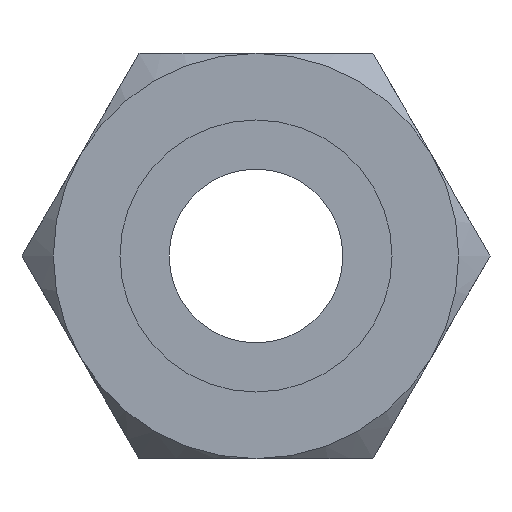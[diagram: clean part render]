
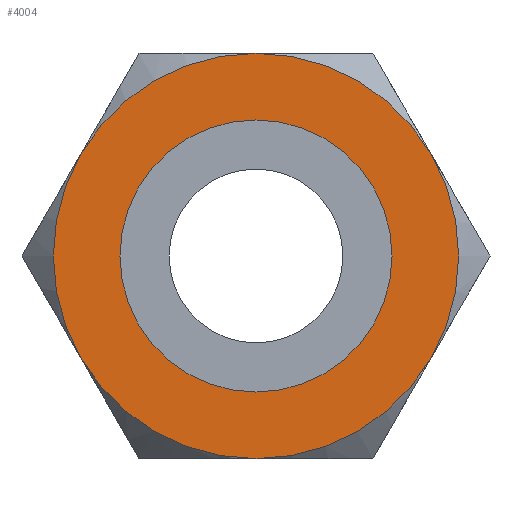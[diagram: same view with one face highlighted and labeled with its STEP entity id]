
A CAD part, left-side view. The second image highlights one B-rep face of the part: STEP entity #4004.
In plain terms, the highlighted planar face has unit normal (-1, 0, 0).
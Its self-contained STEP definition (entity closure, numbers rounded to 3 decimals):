
#60 = CIRCLE ( 'NONE', #3927, 7. ) ;
#151 = PLANE ( 'NONE',  #4592 ) ;
#154 = CIRCLE ( 'NONE', #3350, 7. ) ;
#179 = CARTESIAN_POINT ( 'NONE',  ( 13., -6.062, 3.5 ) ) ;
#210 = CARTESIAN_POINT ( 'NONE',  ( 13., 0., 0. ) ) ;
#319 = ORIENTED_EDGE ( 'NONE', *, *, #4333, .F. ) ;
#358 = CIRCLE ( 'NONE', #4317, 4.7 ) ;
#380 = VERTEX_POINT ( 'NONE', #2715 ) ;
#406 = VERTEX_POINT ( 'NONE', #976 ) ;
#578 = ORIENTED_EDGE ( 'NONE', *, *, #3636, .F. ) ;
#609 = ORIENTED_EDGE ( 'NONE', *, *, #3565, .F. ) ;
#672 = ORIENTED_EDGE ( 'NONE', *, *, #5431, .F. ) ;
#692 = CARTESIAN_POINT ( 'NONE',  ( 13., 0., 0. ) ) ;
#727 = DIRECTION ( 'NONE',  ( 1., 0., 0. ) ) ;
#955 = DIRECTION ( 'NONE',  ( 0., 0., 1. ) ) ;
#958 = EDGE_LOOP ( 'NONE', ( #3042, #319, #989, #1164, #2465, #578 ) ) ;
#976 = CARTESIAN_POINT ( 'NONE',  ( 13., -6.062, -3.5 ) ) ;
#989 = ORIENTED_EDGE ( 'NONE', *, *, #2647, .F. ) ;
#1001 = CARTESIAN_POINT ( 'NONE',  ( 13., 0., 0. ) ) ;
#1003 = AXIS2_PLACEMENT_3D ( 'NONE', #692, #2517, #4804 ) ;
#1053 = DIRECTION ( 'NONE',  ( 0., 0., -1. ) ) ;
#1164 = ORIENTED_EDGE ( 'NONE', *, *, #2474, .F. ) ;
#1470 = EDGE_LOOP ( 'NONE', ( #672, #609 ) ) ;
#1485 = AXIS2_PLACEMENT_3D ( 'NONE', #5226, #2159, #4473 ) ;
#1536 = DIRECTION ( 'NONE',  ( 0., 0., 1. ) ) ;
#1582 = AXIS2_PLACEMENT_3D ( 'NONE', #3881, #727, #5720 ) ;
#1619 = DIRECTION ( 'NONE',  ( 1., 0., 0. ) ) ;
#1740 = DIRECTION ( 'NONE',  ( 0., 0., -1. ) ) ;
#1972 = VERTEX_POINT ( 'NONE', #5414 ) ;
#2125 = CARTESIAN_POINT ( 'NONE',  ( 13., 0., 7. ) ) ;
#2144 = CIRCLE ( 'NONE', #5566, 7. ) ;
#2155 = VERTEX_POINT ( 'NONE', #5747 ) ;
#2159 = DIRECTION ( 'NONE',  ( 1., 0., 0. ) ) ;
#2256 = CARTESIAN_POINT ( 'NONE',  ( 13., 0., 0. ) ) ;
#2348 = VERTEX_POINT ( 'NONE', #2125 ) ;
#2465 = ORIENTED_EDGE ( 'NONE', *, *, #3271, .T. ) ;
#2474 = EDGE_CURVE ( 'NONE', #2348, #5361, #4586, .T. ) ;
#2517 = DIRECTION ( 'NONE',  ( -1., 0., 0. ) ) ;
#2647 = EDGE_CURVE ( 'NONE', #5361, #406, #154, .T. ) ;
#2715 = CARTESIAN_POINT ( 'NONE',  ( 13., 6.062, 3.5 ) ) ;
#2886 = AXIS2_PLACEMENT_3D ( 'NONE', #5763, #3475, #1740 ) ;
#2986 = DIRECTION ( 'NONE',  ( 0., 0., -1. ) ) ;
#3042 = ORIENTED_EDGE ( 'NONE', *, *, #4589, .F. ) ;
#3149 = CIRCLE ( 'NONE', #1003, 4.7 ) ;
#3259 = FACE_BOUND ( 'NONE', #1470, .T. ) ;
#3271 = EDGE_CURVE ( 'NONE', #2348, #380, #60, .T. ) ;
#3289 = FACE_OUTER_BOUND ( 'NONE', #958, .T. ) ;
#3350 = AXIS2_PLACEMENT_3D ( 'NONE', #2256, #3581, #5418 ) ;
#3475 = DIRECTION ( 'NONE',  ( 1., 0., 0. ) ) ;
#3565 = EDGE_CURVE ( 'NONE', #2155, #1972, #3149, .T. ) ;
#3581 = DIRECTION ( 'NONE',  ( 1., 0., 0. ) ) ;
#3636 = EDGE_CURVE ( 'NONE', #5400, #380, #2144, .T. ) ;
#3854 = CARTESIAN_POINT ( 'NONE',  ( 13., 0., 0. ) ) ;
#3881 = CARTESIAN_POINT ( 'NONE',  ( 13., 0., 0. ) ) ;
#3927 = AXIS2_PLACEMENT_3D ( 'NONE', #5022, #4480, #955 ) ;
#4004 = ADVANCED_FACE ( 'NONE', ( #3259, #3289 ), #151, .F. ) ;
#4247 = DIRECTION ( 'NONE',  ( -1., 0., 0. ) ) ;
#4317 = AXIS2_PLACEMENT_3D ( 'NONE', #210, #4247, #1536 ) ;
#4333 = EDGE_CURVE ( 'NONE', #406, #4813, #5275, .T. ) ;
#4473 = DIRECTION ( 'NONE',  ( 0., 0., -1. ) ) ;
#4480 = DIRECTION ( 'NONE',  ( -1., 0., 0. ) ) ;
#4549 = DIRECTION ( 'NONE',  ( 1., 0., 0. ) ) ;
#4586 = CIRCLE ( 'NONE', #1485, 7. ) ;
#4589 = EDGE_CURVE ( 'NONE', #4813, #5400, #5570, .T. ) ;
#4592 = AXIS2_PLACEMENT_3D ( 'NONE', #1001, #4549, #1053 ) ;
#4804 = DIRECTION ( 'NONE',  ( 0., 0., 1. ) ) ;
#4813 = VERTEX_POINT ( 'NONE', #5193 ) ;
#5022 = CARTESIAN_POINT ( 'NONE',  ( 13., 0., 0. ) ) ;
#5193 = CARTESIAN_POINT ( 'NONE',  ( 13., 0., -7. ) ) ;
#5226 = CARTESIAN_POINT ( 'NONE',  ( 13., 0., 0. ) ) ;
#5275 = CIRCLE ( 'NONE', #2886, 7. ) ;
#5361 = VERTEX_POINT ( 'NONE', #179 ) ;
#5400 = VERTEX_POINT ( 'NONE', #5701 ) ;
#5414 = CARTESIAN_POINT ( 'NONE',  ( 13., 0., 4.7 ) ) ;
#5418 = DIRECTION ( 'NONE',  ( 0., 0., -1. ) ) ;
#5431 = EDGE_CURVE ( 'NONE', #1972, #2155, #358, .T. ) ;
#5566 = AXIS2_PLACEMENT_3D ( 'NONE', #3854, #1619, #2986 ) ;
#5570 = CIRCLE ( 'NONE', #1582, 7. ) ;
#5701 = CARTESIAN_POINT ( 'NONE',  ( 13., 6.062, -3.5 ) ) ;
#5720 = DIRECTION ( 'NONE',  ( 0., 0., -1. ) ) ;
#5747 = CARTESIAN_POINT ( 'NONE',  ( 13., 0., -4.7 ) ) ;
#5763 = CARTESIAN_POINT ( 'NONE',  ( 13., 0., 0. ) ) ;
